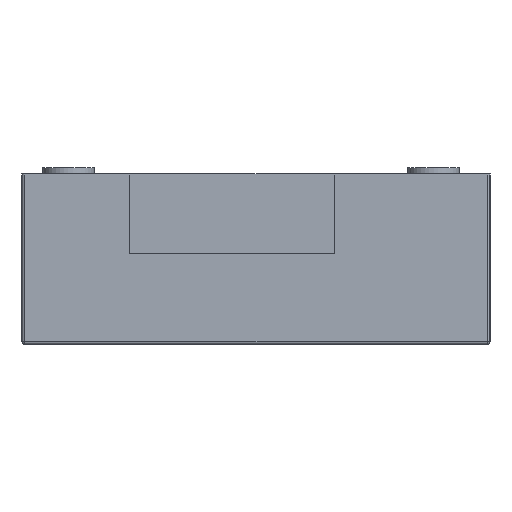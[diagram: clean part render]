
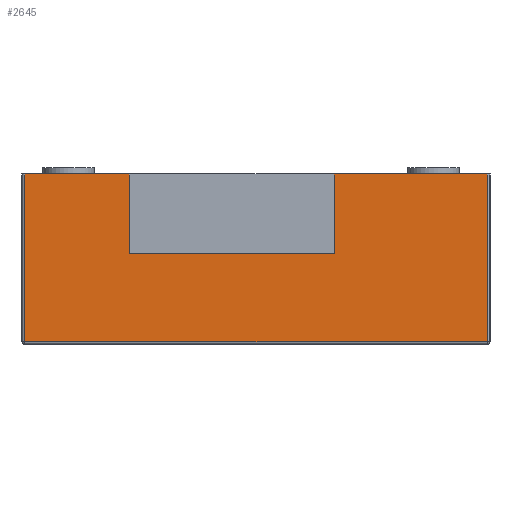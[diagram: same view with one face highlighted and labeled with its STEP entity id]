
A CAD part, left-side view. The second image highlights one B-rep face of the part: STEP entity #2645.
In plain terms, the highlighted planar face has unit normal (-1, 0, 0).
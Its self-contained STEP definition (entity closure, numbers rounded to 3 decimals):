
#67=PLANE('',#2820);
#172=LINE('',#3795,#477);
#175=LINE('',#3802,#480);
#182=LINE('',#3819,#487);
#186=LINE('',#3829,#491);
#187=LINE('',#3831,#492);
#188=LINE('',#3833,#493);
#189=LINE('',#3835,#494);
#190=LINE('',#3836,#495);
#477=VECTOR('',#3053,10.);
#480=VECTOR('',#3060,10.);
#487=VECTOR('',#3079,10.);
#491=VECTOR('',#3089,10.);
#492=VECTOR('',#3090,10.);
#493=VECTOR('',#3091,10.);
#494=VECTOR('',#3092,10.);
#495=VECTOR('',#3093,10.);
#830=FACE_OUTER_BOUND('',#975,.T.);
#975=EDGE_LOOP('',(#1911,#1912,#1913,#1914,#1915,#1916,#1917,#1918));
#1239=VERTEX_POINT('',#3771);
#1247=VERTEX_POINT('',#3791);
#1248=VERTEX_POINT('',#3798);
#1253=VERTEX_POINT('',#3817);
#1256=VERTEX_POINT('',#3828);
#1257=VERTEX_POINT('',#3830);
#1258=VERTEX_POINT('',#3832);
#1259=VERTEX_POINT('',#3834);
#1500=EDGE_CURVE('',#1239,#1247,#172,.T.);
#1504=EDGE_CURVE('',#1247,#1248,#175,.T.);
#1513=EDGE_CURVE('',#1253,#1239,#182,.T.);
#1518=EDGE_CURVE('',#1256,#1253,#186,.T.);
#1519=EDGE_CURVE('',#1256,#1257,#187,.T.);
#1520=EDGE_CURVE('',#1257,#1258,#188,.T.);
#1521=EDGE_CURVE('',#1258,#1259,#189,.T.);
#1522=EDGE_CURVE('',#1248,#1259,#190,.T.);
#1911=ORIENTED_EDGE('',*,*,#1504,.F.);
#1912=ORIENTED_EDGE('',*,*,#1500,.F.);
#1913=ORIENTED_EDGE('',*,*,#1513,.F.);
#1914=ORIENTED_EDGE('',*,*,#1518,.F.);
#1915=ORIENTED_EDGE('',*,*,#1519,.T.);
#1916=ORIENTED_EDGE('',*,*,#1520,.T.);
#1917=ORIENTED_EDGE('',*,*,#1521,.T.);
#1918=ORIENTED_EDGE('',*,*,#1522,.F.);
#2645=ADVANCED_FACE('',(#830),#67,.T.);
#2820=AXIS2_PLACEMENT_3D('',#3827,#3087,#3088);
#3053=DIRECTION('',(0.,1.,0.));
#3060=DIRECTION('',(0.,0.,1.));
#3079=DIRECTION('',(0.,0.,-1.));
#3087=DIRECTION('center_axis',(-1.,0.,0.));
#3088=DIRECTION('ref_axis',(0.,-1.,0.));
#3089=DIRECTION('',(0.,-1.,0.));
#3090=DIRECTION('',(0.,0.,-1.));
#3091=DIRECTION('',(0.,1.,0.));
#3092=DIRECTION('',(0.,0.,1.));
#3093=DIRECTION('',(0.,-1.,0.));
#3771=CARTESIAN_POINT('',(0.,0.4,0.4));
#3791=CARTESIAN_POINT('',(0.,72.65,0.4));
#3795=CARTESIAN_POINT('',(0.,54.788,0.4));
#3798=CARTESIAN_POINT('',(0.,72.65,26.6));
#3802=CARTESIAN_POINT('',(0.,72.65,0.));
#3817=CARTESIAN_POINT('',(0.,0.4,26.6));
#3819=CARTESIAN_POINT('',(0.,0.4,0.));
#3827=CARTESIAN_POINT('Origin',(0.,73.05,0.));
#3828=CARTESIAN_POINT('',(0.,24.3,26.6));
#3829=CARTESIAN_POINT('',(0.,73.05,26.6));
#3830=CARTESIAN_POINT('',(0.,24.3,14.2));
#3831=CARTESIAN_POINT('',(0.,24.3,13.3));
#3832=CARTESIAN_POINT('',(0.,56.3,14.2));
#3833=CARTESIAN_POINT('',(0.,56.675,14.2));
#3834=CARTESIAN_POINT('',(0.,56.3,26.6));
#3835=CARTESIAN_POINT('',(0.,56.3,13.3));
#3836=CARTESIAN_POINT('',(0.,73.05,26.6));
